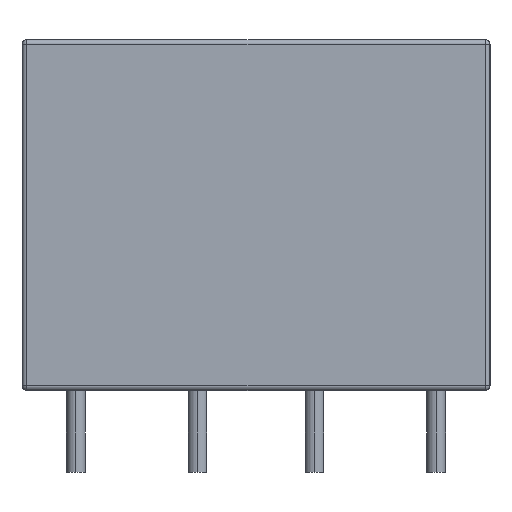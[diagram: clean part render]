
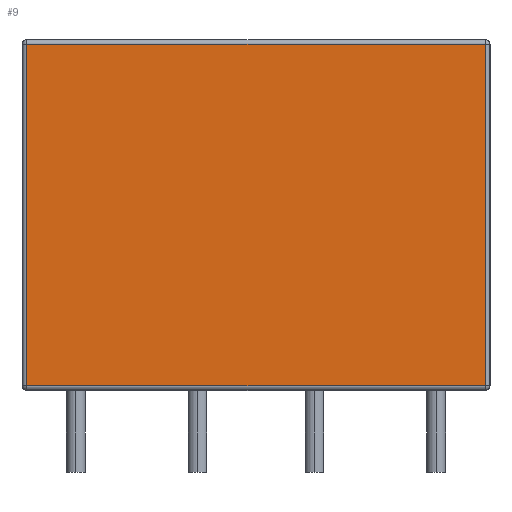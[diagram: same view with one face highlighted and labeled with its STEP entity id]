
A CAD part, left-side view. The second image highlights one B-rep face of the part: STEP entity #9.
In plain terms, the highlighted planar face has unit normal (-1, 0, 0).
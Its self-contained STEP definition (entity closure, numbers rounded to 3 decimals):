
#9 = ADVANCED_FACE ( 'NONE', ( #2023 ), #8409, .F. ) ;
#17 = CARTESIAN_POINT ( 'NONE',  ( -17., -10., 15. ) ) ;
#828 = CARTESIAN_POINT ( 'NONE',  ( -17., -9.8, 0.2 ) ) ;
#1902 = CARTESIAN_POINT ( 'NONE',  ( -17., 9.8, 15. ) ) ;
#1953 = LINE ( 'NONE', #12914, #15214 ) ;
#2023 = FACE_OUTER_BOUND ( 'NONE', #6594, .T. ) ;
#2411 = DIRECTION ( 'NONE',  ( 1., 0., 0. ) ) ;
#2634 = VECTOR ( 'NONE', #13237, 1000. ) ;
#2854 = VERTEX_POINT ( 'NONE', #9996 ) ;
#5704 = VECTOR ( 'NONE', #13144, 1000. ) ;
#6594 = EDGE_LOOP ( 'NONE', ( #10070, #9063, #13608, #11265 ) ) ;
#6768 = LINE ( 'NONE', #1902, #9102 ) ;
#7385 = EDGE_CURVE ( 'NONE', #8520, #2854, #12557, .T. ) ;
#8255 = LINE ( 'NONE', #14437, #5704 ) ;
#8348 = CARTESIAN_POINT ( 'NONE',  ( -17., -10., 14.8 ) ) ;
#8409 = PLANE ( 'NONE',  #15714 ) ;
#8520 = VERTEX_POINT ( 'NONE', #9416 ) ;
#9063 = ORIENTED_EDGE ( 'NONE', *, *, #11155, .T. ) ;
#9102 = VECTOR ( 'NONE', #11645, 1000. ) ;
#9416 = CARTESIAN_POINT ( 'NONE',  ( -17., -9.8, 14.8 ) ) ;
#9996 = CARTESIAN_POINT ( 'NONE',  ( -17., 9.8, 14.8 ) ) ;
#10070 = ORIENTED_EDGE ( 'NONE', *, *, #10179, .T. ) ;
#10179 = EDGE_CURVE ( 'NONE', #10326, #12926, #8255, .T. ) ;
#10326 = VERTEX_POINT ( 'NONE', #10823 ) ;
#10823 = CARTESIAN_POINT ( 'NONE',  ( -17., 9.8, 0.2 ) ) ;
#11155 = EDGE_CURVE ( 'NONE', #12926, #8520, #1953, .T. ) ;
#11265 = ORIENTED_EDGE ( 'NONE', *, *, #12843, .T. ) ;
#11645 = DIRECTION ( 'NONE',  ( 0., 0., -1. ) ) ;
#12557 = LINE ( 'NONE', #8348, #2634 ) ;
#12843 = EDGE_CURVE ( 'NONE', #2854, #10326, #6768, .T. ) ;
#12914 = CARTESIAN_POINT ( 'NONE',  ( -17., -9.8, 15. ) ) ;
#12926 = VERTEX_POINT ( 'NONE', #828 ) ;
#13144 = DIRECTION ( 'NONE',  ( 0., -1., 0. ) ) ;
#13225 = DIRECTION ( 'NONE',  ( 0., 0., 1. ) ) ;
#13237 = DIRECTION ( 'NONE',  ( 0., 1., 0. ) ) ;
#13608 = ORIENTED_EDGE ( 'NONE', *, *, #7385, .T. ) ;
#14437 = CARTESIAN_POINT ( 'NONE',  ( -17., -10., 0.2 ) ) ;
#15214 = VECTOR ( 'NONE', #13225, 1000. ) ;
#15714 = AXIS2_PLACEMENT_3D ( 'NONE', #17, #2411, #15800 ) ;
#15800 = DIRECTION ( 'NONE',  ( 0., 1., 0. ) ) ;
